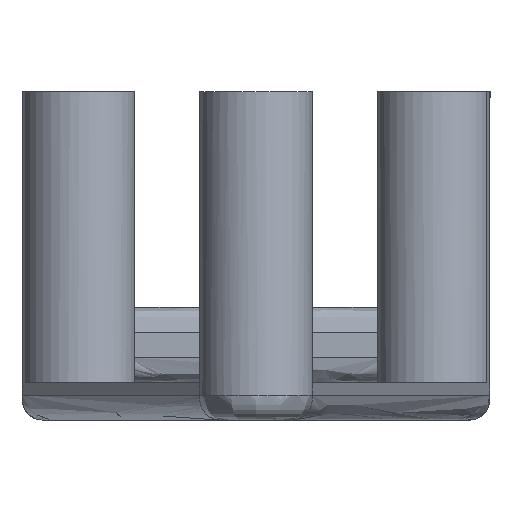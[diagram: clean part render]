
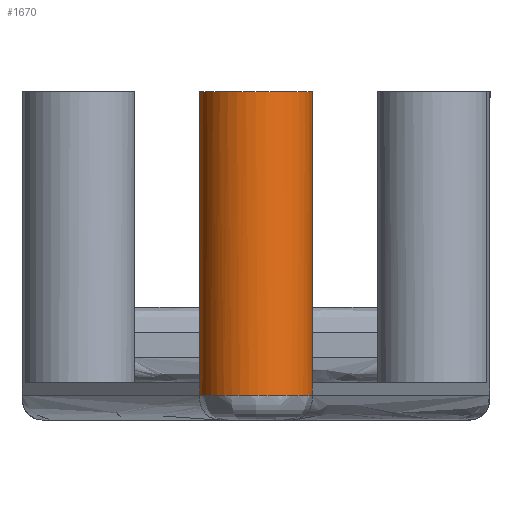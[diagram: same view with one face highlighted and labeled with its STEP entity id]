
A CAD part, front view. The second image highlights one B-rep face of the part: STEP entity #1670.
In plain terms, the highlighted cylindrical face has radius 4.5 mm (diameter 9 mm), a full revolution.
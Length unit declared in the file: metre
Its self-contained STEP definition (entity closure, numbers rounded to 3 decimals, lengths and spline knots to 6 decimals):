
#47=CYLINDRICAL_SURFACE('',#1817,0.0045);
#93=CIRCLE('',#1808,0.0045);
#97=CIRCLE('',#1818,0.0045);
#172=LINE('',#2812,#252);
#176=LINE('',#2827,#256);
#252=VECTOR('',#2054,1.);
#256=VECTOR('',#2060,1.);
#453=ORIENTED_EDGE('',*,*,#923,.F.);
#454=ORIENTED_EDGE('',*,*,#927,.T.);
#455=ORIENTED_EDGE('',*,*,#928,.T.);
#456=ORIENTED_EDGE('',*,*,#895,.T.);
#457=ORIENTED_EDGE('',*,*,#929,.F.);
#895=EDGE_CURVE('',#1135,#1134,#93,.T.);
#923=EDGE_CURVE('',#1153,#1134,#172,.T.);
#927=EDGE_CURVE('',#1153,#1156,#1263,.T.);
#928=EDGE_CURVE('',#1156,#1135,#176,.T.);
#929=EDGE_CURVE('',#1157,#1157,#97,.T.);
#1134=VERTEX_POINT('',#2685);
#1135=VERTEX_POINT('',#2687);
#1153=VERTEX_POINT('',#2811);
#1156=VERTEX_POINT('',#2826);
#1157=VERTEX_POINT('',#2829);
#1263=B_SPLINE_CURVE_WITH_KNOTS('',3,(#2819,#2820,#2821,#2822,#2823,#2824,
#2825),.UNSPECIFIED.,.F.,.F.,(4,1,1,1,4),(0.,0.25,0.5,0.75,1.),
 .UNSPECIFIED.);
#1357=EDGE_LOOP('',(#453,#454,#455,#456));
#1358=EDGE_LOOP('',(#457));
#1496=FACE_BOUND('',#1357,.T.);
#1497=FACE_BOUND('',#1358,.T.);
#1670=ADVANCED_FACE('',(#1496,#1497),#47,.T.);
#1808=AXIS2_PLACEMENT_3D('',#2686,#2027,#2028);
#1817=AXIS2_PLACEMENT_3D('',#2818,#2058,#2059);
#1818=AXIS2_PLACEMENT_3D('',#2828,#2061,#2062);
#2027=DIRECTION('',(0.,0.,1.));
#2028=DIRECTION('',(1.,0.,0.));
#2054=DIRECTION('',(0.,0.,1.));
#2058=DIRECTION('',(0.,0.,1.));
#2059=DIRECTION('',(1.,0.,0.));
#2060=DIRECTION('',(0.,0.,1.));
#2061=DIRECTION('',(0.,0.,1.));
#2062=DIRECTION('',(1.,0.,0.));
#2685=CARTESIAN_POINT('',(0.01415,-0.0705,0.));
#2686=CARTESIAN_POINT('',(0.01865,-0.0705,0.));
#2687=CARTESIAN_POINT('',(0.02315,-0.0705,0.));
#2811=CARTESIAN_POINT('',(0.01415,-0.0705,-0.001));
#2812=CARTESIAN_POINT('',(0.01415,-0.0705,-0.003));
#2818=CARTESIAN_POINT('',(0.01865,-0.0705,-0.003));
#2819=CARTESIAN_POINT('',(0.01415,-0.0705,-0.001));
#2820=CARTESIAN_POINT('',(0.01415,-0.071678,-0.001));
#2821=CARTESIAN_POINT('',(0.015124,-0.074025,-0.001));
#2822=CARTESIAN_POINT('',(0.01865,-0.075488,-0.001));
#2823=CARTESIAN_POINT('',(0.022176,-0.074025,-0.001));
#2824=CARTESIAN_POINT('',(0.02315,-0.071678,-0.001));
#2825=CARTESIAN_POINT('',(0.02315,-0.0705,-0.001));
#2826=CARTESIAN_POINT('',(0.02315,-0.0705,-0.001));
#2827=CARTESIAN_POINT('',(0.02315,-0.0705,-0.003));
#2828=CARTESIAN_POINT('',(0.01865,-0.0705,0.0232));
#2829=CARTESIAN_POINT('',(0.02315,-0.0705,0.0232));
